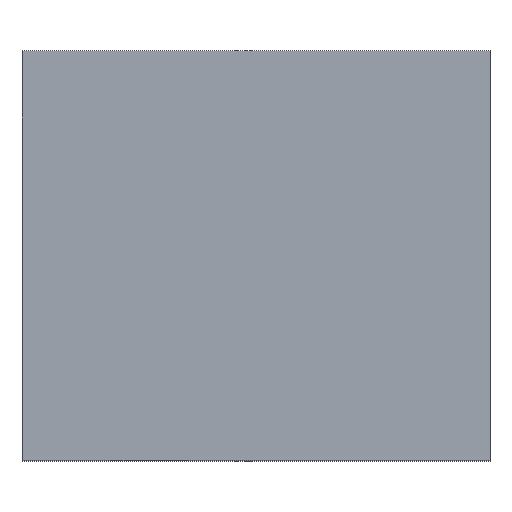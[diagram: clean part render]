
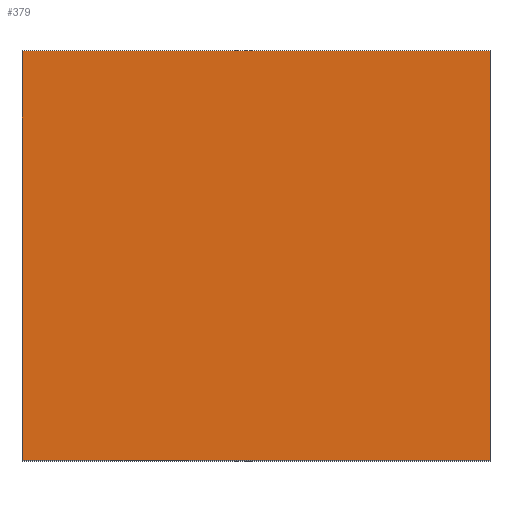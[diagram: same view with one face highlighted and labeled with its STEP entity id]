
A CAD part, top view. The second image highlights one B-rep face of the part: STEP entity #379.
In plain terms, the highlighted planar face has unit normal (0, 0, 1).
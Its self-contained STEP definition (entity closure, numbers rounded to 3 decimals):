
#31 = PLANE('',#32);
#32 = AXIS2_PLACEMENT_3D('',#33,#34,#35);
#33 = CARTESIAN_POINT('',(0.,0.,0.));
#34 = DIRECTION('',(0.,1.,0.));
#35 = DIRECTION('',(1.,0.,0.));
#60 = VERTEX_POINT('',#61);
#61 = CARTESIAN_POINT('',(0.,0.,13.));
#75 = PLANE('',#76);
#76 = AXIS2_PLACEMENT_3D('',#77,#78,#79);
#77 = CARTESIAN_POINT('',(0.,14.,0.));
#78 = DIRECTION('',(1.,0.,0.));
#79 = DIRECTION('',(0.,-1.,0.));
#87 = EDGE_CURVE('',#60,#88,#90,.T.);
#88 = VERTEX_POINT('',#89);
#89 = CARTESIAN_POINT('',(16.,0.,13.));
#90 = SURFACE_CURVE('',#91,(#95,#102),.PCURVE_S1.);
#91 = LINE('',#92,#93);
#92 = CARTESIAN_POINT('',(0.,0.,13.));
#93 = VECTOR('',#94,1.);
#94 = DIRECTION('',(1.,0.,0.));
#95 = PCURVE('',#31,#96);
#96 = DEFINITIONAL_REPRESENTATION('',(#97),#101);
#97 = LINE('',#98,#99);
#98 = CARTESIAN_POINT('',(0.,-13.));
#99 = VECTOR('',#100,1.);
#100 = DIRECTION('',(1.,0.));
#101 = ( GEOMETRIC_REPRESENTATION_CONTEXT(2) 
PARAMETRIC_REPRESENTATION_CONTEXT() REPRESENTATION_CONTEXT('2D SPACE',''
  ) );
#102 = PCURVE('',#103,#108);
#103 = PLANE('',#104);
#104 = AXIS2_PLACEMENT_3D('',#105,#106,#107);
#105 = CARTESIAN_POINT('',(8.,7.,13.));
#106 = DIRECTION('',(0.,0.,1.));
#107 = DIRECTION('',(1.,0.,0.));
#108 = DEFINITIONAL_REPRESENTATION('',(#109),#113);
#109 = LINE('',#110,#111);
#110 = CARTESIAN_POINT('',(-8.,-7.));
#111 = VECTOR('',#112,1.);
#112 = DIRECTION('',(1.,0.));
#113 = ( GEOMETRIC_REPRESENTATION_CONTEXT(2) 
PARAMETRIC_REPRESENTATION_CONTEXT() REPRESENTATION_CONTEXT('2D SPACE',''
  ) );
#131 = PLANE('',#132);
#132 = AXIS2_PLACEMENT_3D('',#133,#134,#135);
#133 = CARTESIAN_POINT('',(16.,0.,0.));
#134 = DIRECTION('',(-1.,0.,0.));
#135 = DIRECTION('',(0.,1.,0.));
#261 = VERTEX_POINT('',#262);
#262 = CARTESIAN_POINT('',(0.,14.,13.));
#276 = PLANE('',#277);
#277 = AXIS2_PLACEMENT_3D('',#278,#279,#280);
#278 = CARTESIAN_POINT('',(16.,14.,0.));
#279 = DIRECTION('',(0.,-1.,0.));
#280 = DIRECTION('',(-1.,0.,0.));
#288 = EDGE_CURVE('',#261,#60,#289,.T.);
#289 = SURFACE_CURVE('',#290,(#294,#301),.PCURVE_S1.);
#290 = LINE('',#291,#292);
#291 = CARTESIAN_POINT('',(0.,14.,13.));
#292 = VECTOR('',#293,1.);
#293 = DIRECTION('',(0.,-1.,0.));
#294 = PCURVE('',#75,#295);
#295 = DEFINITIONAL_REPRESENTATION('',(#296),#300);
#296 = LINE('',#297,#298);
#297 = CARTESIAN_POINT('',(0.,-13.));
#298 = VECTOR('',#299,1.);
#299 = DIRECTION('',(1.,0.));
#300 = ( GEOMETRIC_REPRESENTATION_CONTEXT(2) 
PARAMETRIC_REPRESENTATION_CONTEXT() REPRESENTATION_CONTEXT('2D SPACE',''
  ) );
#301 = PCURVE('',#103,#302);
#302 = DEFINITIONAL_REPRESENTATION('',(#303),#307);
#303 = LINE('',#304,#305);
#304 = CARTESIAN_POINT('',(-8.,7.));
#305 = VECTOR('',#306,1.);
#306 = DIRECTION('',(0.,-1.));
#307 = ( GEOMETRIC_REPRESENTATION_CONTEXT(2) 
PARAMETRIC_REPRESENTATION_CONTEXT() REPRESENTATION_CONTEXT('2D SPACE',''
  ) );
#379 = ADVANCED_FACE('',(#380),#103,.T.);
#380 = FACE_BOUND('',#381,.T.);
#381 = EDGE_LOOP('',(#382,#383,#406,#427));
#382 = ORIENTED_EDGE('',*,*,#87,.T.);
#383 = ORIENTED_EDGE('',*,*,#384,.T.);
#384 = EDGE_CURVE('',#88,#385,#387,.T.);
#385 = VERTEX_POINT('',#386);
#386 = CARTESIAN_POINT('',(16.,14.,13.));
#387 = SURFACE_CURVE('',#388,(#392,#399),.PCURVE_S1.);
#388 = LINE('',#389,#390);
#389 = CARTESIAN_POINT('',(16.,0.,13.));
#390 = VECTOR('',#391,1.);
#391 = DIRECTION('',(0.,1.,0.));
#392 = PCURVE('',#103,#393);
#393 = DEFINITIONAL_REPRESENTATION('',(#394),#398);
#394 = LINE('',#395,#396);
#395 = CARTESIAN_POINT('',(8.,-7.));
#396 = VECTOR('',#397,1.);
#397 = DIRECTION('',(0.,1.));
#398 = ( GEOMETRIC_REPRESENTATION_CONTEXT(2) 
PARAMETRIC_REPRESENTATION_CONTEXT() REPRESENTATION_CONTEXT('2D SPACE',''
  ) );
#399 = PCURVE('',#131,#400);
#400 = DEFINITIONAL_REPRESENTATION('',(#401),#405);
#401 = LINE('',#402,#403);
#402 = CARTESIAN_POINT('',(0.,-13.));
#403 = VECTOR('',#404,1.);
#404 = DIRECTION('',(1.,0.));
#405 = ( GEOMETRIC_REPRESENTATION_CONTEXT(2) 
PARAMETRIC_REPRESENTATION_CONTEXT() REPRESENTATION_CONTEXT('2D SPACE',''
  ) );
#406 = ORIENTED_EDGE('',*,*,#407,.T.);
#407 = EDGE_CURVE('',#385,#261,#408,.T.);
#408 = SURFACE_CURVE('',#409,(#413,#420),.PCURVE_S1.);
#409 = LINE('',#410,#411);
#410 = CARTESIAN_POINT('',(16.,14.,13.));
#411 = VECTOR('',#412,1.);
#412 = DIRECTION('',(-1.,0.,0.));
#413 = PCURVE('',#103,#414);
#414 = DEFINITIONAL_REPRESENTATION('',(#415),#419);
#415 = LINE('',#416,#417);
#416 = CARTESIAN_POINT('',(8.,7.));
#417 = VECTOR('',#418,1.);
#418 = DIRECTION('',(-1.,0.));
#419 = ( GEOMETRIC_REPRESENTATION_CONTEXT(2) 
PARAMETRIC_REPRESENTATION_CONTEXT() REPRESENTATION_CONTEXT('2D SPACE',''
  ) );
#420 = PCURVE('',#276,#421);
#421 = DEFINITIONAL_REPRESENTATION('',(#422),#426);
#422 = LINE('',#423,#424);
#423 = CARTESIAN_POINT('',(0.,-13.));
#424 = VECTOR('',#425,1.);
#425 = DIRECTION('',(1.,0.));
#426 = ( GEOMETRIC_REPRESENTATION_CONTEXT(2) 
PARAMETRIC_REPRESENTATION_CONTEXT() REPRESENTATION_CONTEXT('2D SPACE',''
  ) );
#427 = ORIENTED_EDGE('',*,*,#288,.T.);
